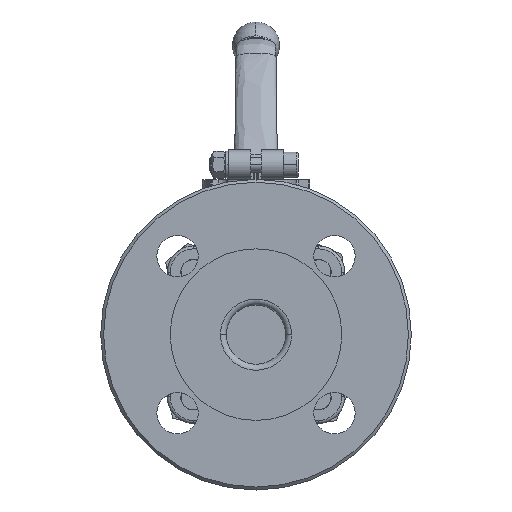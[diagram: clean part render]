
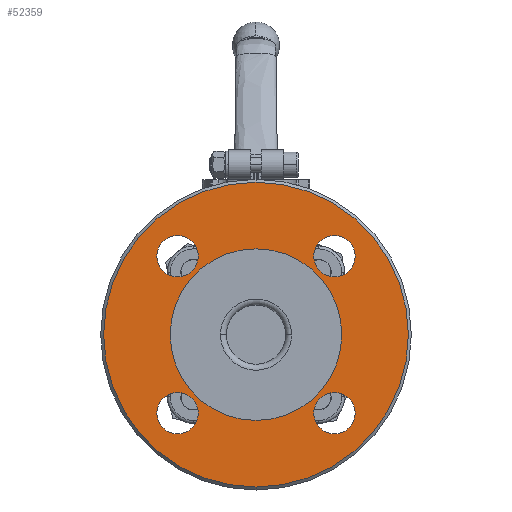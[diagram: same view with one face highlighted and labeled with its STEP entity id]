
A CAD part, left-side view. The second image highlights one B-rep face of the part: STEP entity #52359.
In plain terms, the highlighted planar face has unit normal (-1, 0, 0).
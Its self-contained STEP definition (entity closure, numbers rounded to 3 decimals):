
#40069=CARTESIAN_POINT('',(-44.5,-33.517,26.517));
#40070=VERTEX_POINT('',#40069);
#40079=CARTESIAN_POINT('',(-44.5,-19.517,26.517));
#40080=VERTEX_POINT('',#40079);
#40081=CARTESIAN_POINT('',(-44.5,-26.517,26.517));
#40082=DIRECTION('',(1.,0.,0.));
#40083=DIRECTION('',(-0.,-1.,0.));
#40084=AXIS2_PLACEMENT_3D('',#40081,#40082,#40083);
#40085=CIRCLE('',#40084,7.);
#40086=EDGE_CURVE('',#40080,#40070,#40085,.T.);
#40111=CARTESIAN_POINT('',(-44.5,-33.517,-26.517));
#40112=VERTEX_POINT('',#40111);
#40121=CARTESIAN_POINT('',(-44.5,-19.517,-26.517));
#40122=VERTEX_POINT('',#40121);
#40123=CARTESIAN_POINT('',(-44.5,-26.517,-26.517));
#40124=DIRECTION('',(1.,0.,0.));
#40125=DIRECTION('',(-0.,-1.,0.));
#40126=AXIS2_PLACEMENT_3D('',#40123,#40124,#40125);
#40127=CIRCLE('',#40126,7.);
#40128=EDGE_CURVE('',#40122,#40112,#40127,.T.);
#40153=CARTESIAN_POINT('',(-44.5,19.517,-26.517));
#40154=VERTEX_POINT('',#40153);
#40163=CARTESIAN_POINT('',(-44.5,33.517,-26.517));
#40164=VERTEX_POINT('',#40163);
#40165=CARTESIAN_POINT('',(-44.5,26.517,-26.517));
#40166=DIRECTION('',(1.,0.,0.));
#40167=DIRECTION('',(-0.,-1.,0.));
#40168=AXIS2_PLACEMENT_3D('',#40165,#40166,#40167);
#40169=CIRCLE('',#40168,7.);
#40170=EDGE_CURVE('',#40164,#40154,#40169,.T.);
#40195=CARTESIAN_POINT('',(-44.5,19.517,26.517));
#40196=VERTEX_POINT('',#40195);
#40205=CARTESIAN_POINT('',(-44.5,33.517,26.517));
#40206=VERTEX_POINT('',#40205);
#40207=CARTESIAN_POINT('',(-44.5,26.517,26.517));
#40208=DIRECTION('',(1.,0.,0.));
#40209=DIRECTION('',(-0.,-1.,0.));
#40210=AXIS2_PLACEMENT_3D('',#40207,#40208,#40209);
#40211=CIRCLE('',#40210,7.);
#40212=EDGE_CURVE('',#40206,#40196,#40211,.T.);
#40239=CARTESIAN_POINT('',(-44.5,0.,29.));
#40240=VERTEX_POINT('',#40239);
#40256=CARTESIAN_POINT('',(-44.5,-0.,-29.));
#40257=VERTEX_POINT('',#40256);
#40264=CARTESIAN_POINT('',(-44.5,0.,0.));
#40265=DIRECTION('',(1.,-0.,-0.));
#40266=DIRECTION('',(0.,0.,1.));
#40267=AXIS2_PLACEMENT_3D('',#40264,#40265,#40266);
#40268=CIRCLE('',#40267,29.);
#40269=EDGE_CURVE('',#40240,#40257,#40268,.T.);
#40279=CARTESIAN_POINT('',(-44.5,0.,51.5));
#40280=VERTEX_POINT('',#40279);
#40289=CARTESIAN_POINT('',(-44.5,-0.,-51.5));
#40290=VERTEX_POINT('',#40289);
#40291=CARTESIAN_POINT('',(-44.5,0.,0.));
#40292=DIRECTION('',(1.,0.,-0.));
#40293=DIRECTION('',(0.,0.,1.));
#40294=AXIS2_PLACEMENT_3D('',#40291,#40292,#40293);
#40295=CIRCLE('',#40294,51.5);
#40296=EDGE_CURVE('',#40280,#40290,#40295,.T.);
#52290=CARTESIAN_POINT('',(-44.5,0.,0.));
#52291=DIRECTION('',(1.,0.,-0.));
#52292=DIRECTION('',(0.,0.,1.));
#52293=AXIS2_PLACEMENT_3D('',#52290,#52291,#52292);
#52294=CIRCLE('',#52293,51.5);
#52295=EDGE_CURVE('',#40290,#40280,#52294,.T.);
#52300=CARTESIAN_POINT('',(-44.5,0.,40.25));
#52301=DIRECTION('',(-1.,-0.,-0.));
#52302=DIRECTION('',(-0.,0.,1.));
#52303=AXIS2_PLACEMENT_3D('',#52300,#52301,#52302);
#52304=PLANE('',#52303);
#52305=ORIENTED_EDGE('',*,*,#52295,.F.);
#52306=ORIENTED_EDGE('',*,*,#40296,.F.);
#52307=EDGE_LOOP('',(#52305,#52306));
#52308=FACE_BOUND('',#52307,.T.);
#52309=ORIENTED_EDGE('',*,*,#40086,.T.);
#52310=CARTESIAN_POINT('',(-44.5,-26.517,26.517));
#52311=DIRECTION('',(1.,0.,0.));
#52312=DIRECTION('',(-0.,-1.,0.));
#52313=AXIS2_PLACEMENT_3D('',#52310,#52311,#52312);
#52314=CIRCLE('',#52313,7.);
#52315=EDGE_CURVE('',#40070,#40080,#52314,.T.);
#52316=ORIENTED_EDGE('',*,*,#52315,.T.);
#52317=EDGE_LOOP('',(#52309,#52316));
#52318=FACE_BOUND('',#52317,.T.);
#52319=ORIENTED_EDGE('',*,*,#40128,.T.);
#52320=CARTESIAN_POINT('',(-44.5,-26.517,-26.517));
#52321=DIRECTION('',(1.,0.,0.));
#52322=DIRECTION('',(-0.,-1.,0.));
#52323=AXIS2_PLACEMENT_3D('',#52320,#52321,#52322);
#52324=CIRCLE('',#52323,7.);
#52325=EDGE_CURVE('',#40112,#40122,#52324,.T.);
#52326=ORIENTED_EDGE('',*,*,#52325,.T.);
#52327=EDGE_LOOP('',(#52319,#52326));
#52328=FACE_BOUND('',#52327,.T.);
#52329=ORIENTED_EDGE('',*,*,#40170,.T.);
#52330=CARTESIAN_POINT('',(-44.5,26.517,-26.517));
#52331=DIRECTION('',(1.,0.,0.));
#52332=DIRECTION('',(-0.,-1.,0.));
#52333=AXIS2_PLACEMENT_3D('',#52330,#52331,#52332);
#52334=CIRCLE('',#52333,7.);
#52335=EDGE_CURVE('',#40154,#40164,#52334,.T.);
#52336=ORIENTED_EDGE('',*,*,#52335,.T.);
#52337=EDGE_LOOP('',(#52329,#52336));
#52338=FACE_BOUND('',#52337,.T.);
#52339=ORIENTED_EDGE('',*,*,#40212,.T.);
#52340=CARTESIAN_POINT('',(-44.5,26.517,26.517));
#52341=DIRECTION('',(1.,0.,0.));
#52342=DIRECTION('',(-0.,-1.,0.));
#52343=AXIS2_PLACEMENT_3D('',#52340,#52341,#52342);
#52344=CIRCLE('',#52343,7.);
#52345=EDGE_CURVE('',#40196,#40206,#52344,.T.);
#52346=ORIENTED_EDGE('',*,*,#52345,.T.);
#52347=EDGE_LOOP('',(#52339,#52346));
#52348=FACE_BOUND('',#52347,.T.);
#52349=CARTESIAN_POINT('',(-44.5,0.,0.));
#52350=DIRECTION('',(1.,-0.,-0.));
#52351=DIRECTION('',(0.,0.,1.));
#52352=AXIS2_PLACEMENT_3D('',#52349,#52350,#52351);
#52353=CIRCLE('',#52352,29.);
#52354=EDGE_CURVE('',#40257,#40240,#52353,.T.);
#52355=ORIENTED_EDGE('',*,*,#52354,.T.);
#52356=ORIENTED_EDGE('',*,*,#40269,.T.);
#52357=EDGE_LOOP('',(#52355,#52356));
#52358=FACE_BOUND('',#52357,.T.);
#52359=ADVANCED_FACE('',(#52308,#52318,#52328,#52338,#52348,#52358),#52304,.T.);
